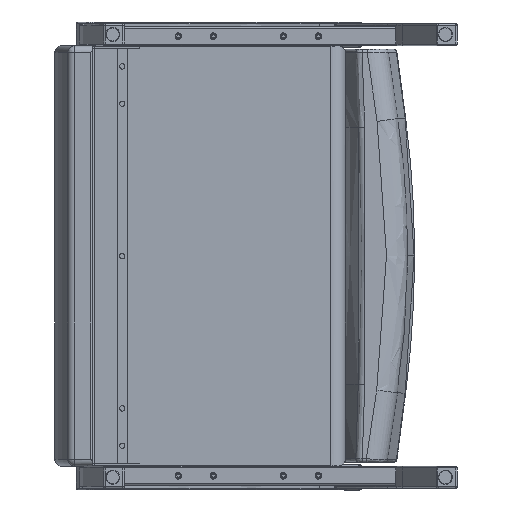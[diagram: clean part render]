
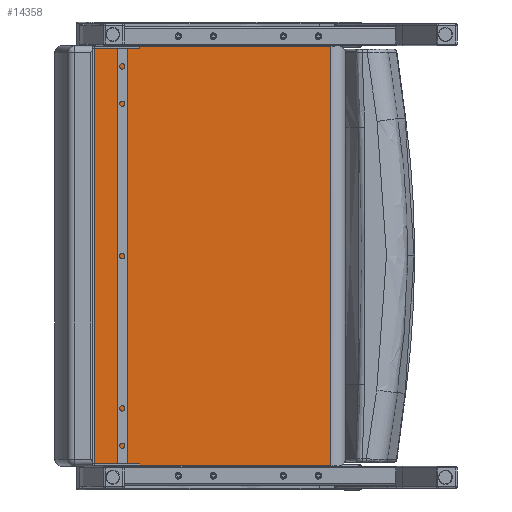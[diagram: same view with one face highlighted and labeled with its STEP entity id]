
A CAD part, front view. The second image highlights one B-rep face of the part: STEP entity #14358.
In plain terms, the highlighted face is planar.
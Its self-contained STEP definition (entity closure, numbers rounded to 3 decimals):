
#1304=PLANE('',#16116);
#2053=LINE('',#51071,#2866);
#2069=LINE('',#51205,#2882);
#2075=LINE('',#51292,#2888);
#2076=LINE('',#51294,#2889);
#2866=VECTOR('',#19980,0.394);
#2882=VECTOR('',#20056,0.394);
#2888=VECTOR('',#20118,0.394);
#2889=VECTOR('',#20121,0.394);
#4066=FACE_OUTER_BOUND('',#5150,.T.);
#5150=EDGE_LOOP('',(#12674,#12675,#12676,#12677));
#7127=VERTEX_POINT('',#51059);
#7128=VERTEX_POINT('',#51070);
#7152=VERTEX_POINT('',#51193);
#7153=VERTEX_POINT('',#51204);
#8963=EDGE_CURVE('',#7127,#7128,#2053,.T.);
#9002=EDGE_CURVE('',#7152,#7153,#2069,.T.);
#9027=EDGE_CURVE('',#7152,#7128,#2075,.T.);
#9028=EDGE_CURVE('',#7153,#7127,#2076,.T.);
#12674=ORIENTED_EDGE('',*,*,#8963,.F.);
#12675=ORIENTED_EDGE('',*,*,#9028,.F.);
#12676=ORIENTED_EDGE('',*,*,#9002,.F.);
#12677=ORIENTED_EDGE('',*,*,#9027,.T.);
#14358=ADVANCED_FACE('',(#4066),#1304,.T.);
#16116=AXIS2_PLACEMENT_3D('',#51293,#20119,#20120);
#19980=DIRECTION('',(1.,0.,0.));
#20056=DIRECTION('',(-1.,0.,0.));
#20118=DIRECTION('',(0.,0.,1.));
#20119=DIRECTION('center_axis',(0.,-1.,0.));
#20120=DIRECTION('ref_axis',(1.,0.,0.));
#20121=DIRECTION('',(0.,0.,1.));
#51059=CARTESIAN_POINT('',(-12.083,0.797,29.966));
#51070=CARTESIAN_POINT('',(4.791,0.797,29.966));
#51071=CARTESIAN_POINT('',(-9.146,0.797,29.966));
#51193=CARTESIAN_POINT('',(4.791,0.797,0.034));
#51204=CARTESIAN_POINT('',(-12.083,0.797,0.034));
#51205=CARTESIAN_POINT('',(-9.146,0.797,0.034));
#51292=CARTESIAN_POINT('',(4.791,0.797,0.));
#51293=CARTESIAN_POINT('Origin',(-12.083,0.797,0.));
#51294=CARTESIAN_POINT('',(-12.083,0.797,0.));
